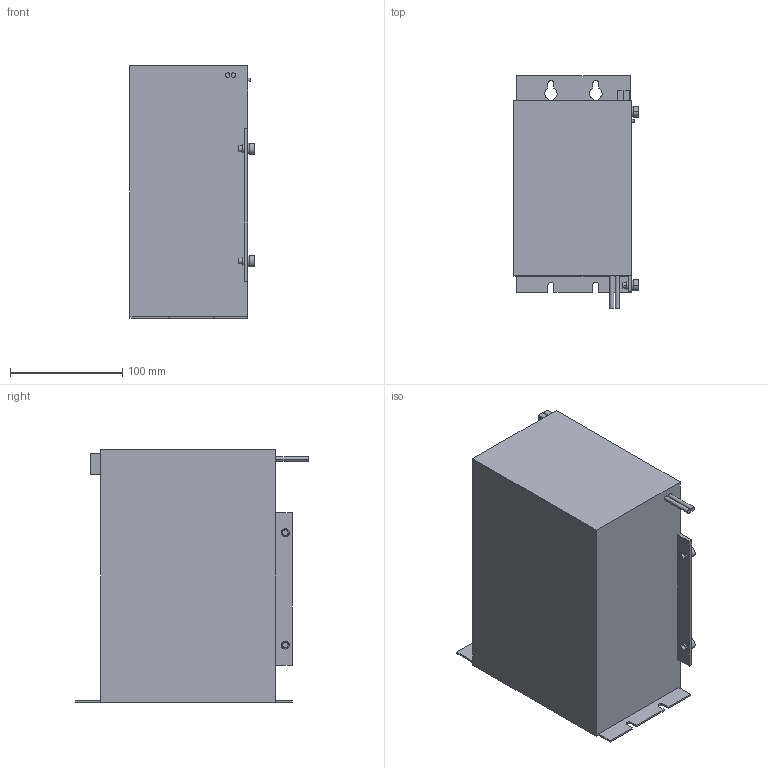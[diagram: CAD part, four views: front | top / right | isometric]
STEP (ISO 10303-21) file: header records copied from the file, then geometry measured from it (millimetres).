
FILE_DESCRIPTION (( 'STEP AP214' ), '1' );
FILE_NAME ('1032375.STEP', '2025-05-06T13:16:04', ( '' ), ( '' ), 'SwSTEP 2.0', 'SolidWorks 2022', '' );
FILE_SCHEMA (( 'AUTOMOTIVE_DESIGN' ));
Length unit declared in the file: millimetre
Products named in the file (1): 1032375
Bounding box: 110.83 x 207.76 x 225 mm (x, y, z)
Volume: 3707898.3 mm3; surface area: 163952.3 mm2
Topology: 1 solids, 1 shells, 97 faces, 240 edges, 160 vertices
Faces by surface type: plane 57, cylinder 40
Entity records: 2936 total; most frequent: DIRECTION 516, CARTESIAN_POINT 498, ORIENTED_EDGE 480, EDGE_CURVE 240, AXIS2_PLACEMENT_3D 178, VECTOR 160, VERTEX_POINT 160, LINE 160
